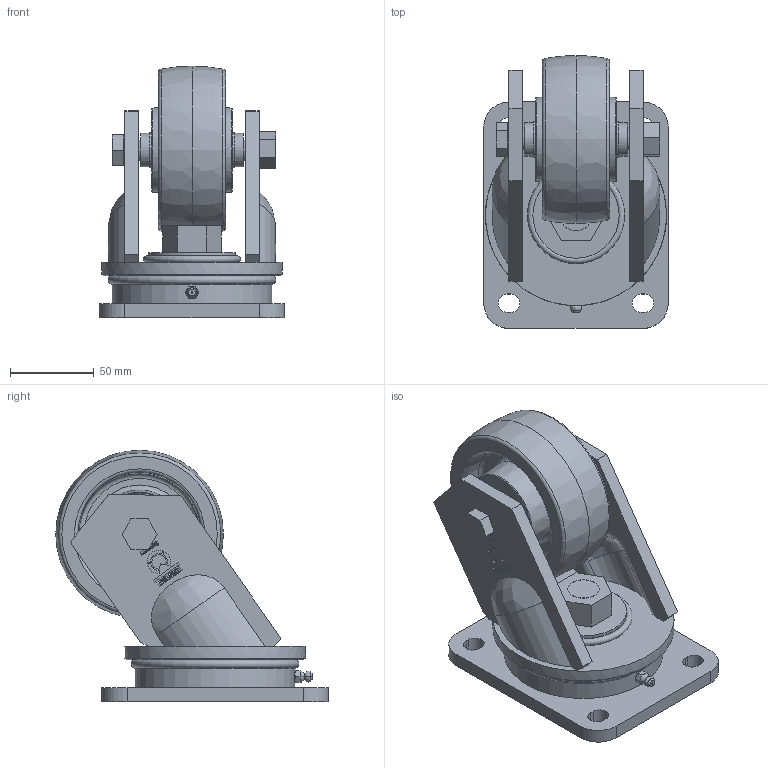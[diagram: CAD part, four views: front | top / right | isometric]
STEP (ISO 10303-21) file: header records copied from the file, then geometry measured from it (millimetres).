
FILE_DESCRIPTION(/* description */ (''),/* implementation_level */ '2;1');
FILE_NAME(/* name */ '0019291K_LP_PO_100_K',/* time_stamp */ '2010-12-07T09:08:00+01:00',/* author */ (''),/* organization */ (''),/* preprocessor_version */ 'ST-DEVELOPER v9',/* originating_system */ 'UGS - NX 4.0',/* authorisation */ '');
FILE_SCHEMA (('CONFIG_CONTROL_DESIGN'));
Length unit declared in the file: millimetre
Products named in the file (1): 0019291K_LP_PO_100_K
Bounding box: 110 x 162.5 x 150 mm (x, y, z)
Volume: 688148.7 mm3; surface area: 151571.3 mm2
Topology: 3 solids, 8 shells, 693 faces, 1806 edges, 1194 vertices
Faces by surface type: plane 378, extrusion 202, cylinder 66, torus 21, cone 14, bspline 10, sphere 2
Full cylindrical faces by diameter (mm): 6 x1, 12 x2, 12.2 x2, 15 x3, 15.5 x2, 16.63 x1, 19.794 x1, 20 x3, 20.542 x4, 21 x2, 25 x1, 26.458 x4, 28 x1, 51.5 x1, 95 x1, 108 x1
Entity records: 23408 total; most frequent: CARTESIAN_POINT 8276, ORIENTED_EDGE 3422, DIRECTION 2216, EDGE_CURVE 1711, VERTEX_POINT 1159, B_SPLINE_CURVE_WITH_KNOTS 1046, VECTOR 886, EDGE_LOOP 839
